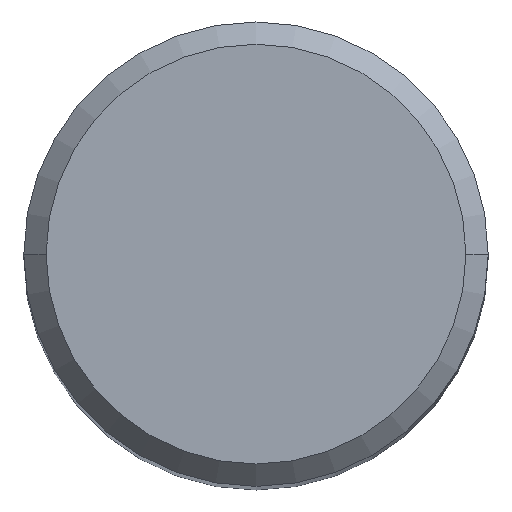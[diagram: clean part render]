
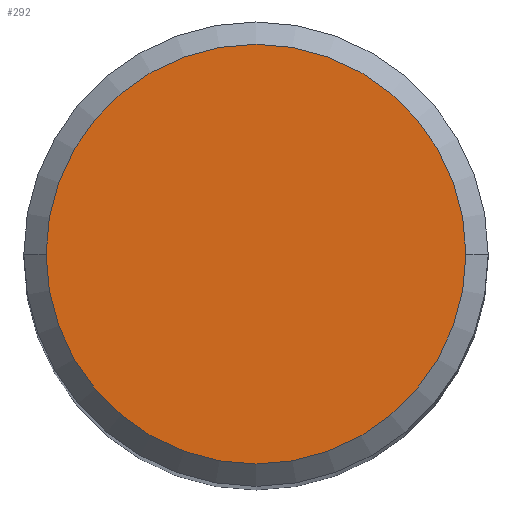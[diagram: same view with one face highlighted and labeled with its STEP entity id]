
A CAD part, top view. The second image highlights one B-rep face of the part: STEP entity #292.
In plain terms, the highlighted planar face has unit normal (0, 0, 1).
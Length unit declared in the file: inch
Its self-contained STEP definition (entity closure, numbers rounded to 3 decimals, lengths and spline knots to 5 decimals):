
#11 = FACE_OUTER_BOUND ( 'NONE', #35, .T. ) ;
#16 = AXIS2_PLACEMENT_3D ( 'NONE', #156, #86, #276 ) ;
#18 = VERTEX_POINT ( 'NONE', #134 ) ;
#25 = CARTESIAN_POINT ( 'NONE',  ( 0., 0., 2. ) ) ;
#34 = CIRCLE ( 'NONE', #218, 0.14125 ) ;
#35 = EDGE_LOOP ( 'NONE', ( #259, #202 ) ) ;
#52 = DIRECTION ( 'NONE',  ( 0., 0., 1. ) ) ;
#53 = VERTEX_POINT ( 'NONE', #229 ) ;
#80 = EDGE_CURVE ( 'NONE', #53, #18, #189, .T. ) ;
#86 = DIRECTION ( 'NONE',  ( 0., 0., 1. ) ) ;
#103 = PLANE ( 'NONE',  #273 ) ;
#127 = DIRECTION ( 'NONE',  ( 1., 0., 0. ) ) ;
#134 = CARTESIAN_POINT ( 'NONE',  ( 0.14125, 0., 2. ) ) ;
#156 = CARTESIAN_POINT ( 'NONE',  ( 0., 0., 2. ) ) ;
#157 = DIRECTION ( 'NONE',  ( 1., 0., 0. ) ) ;
#158 = DIRECTION ( 'NONE',  ( 0., 0., 1. ) ) ;
#189 = CIRCLE ( 'NONE', #16, 0.14125 ) ;
#202 = ORIENTED_EDGE ( 'NONE', *, *, #207, .T. ) ;
#207 = EDGE_CURVE ( 'NONE', #18, #53, #34, .T. ) ;
#218 = AXIS2_PLACEMENT_3D ( 'NONE', #25, #158, #157 ) ;
#229 = CARTESIAN_POINT ( 'NONE',  ( -0.14125, 0., 2. ) ) ;
#259 = ORIENTED_EDGE ( 'NONE', *, *, #80, .T. ) ;
#266 = CARTESIAN_POINT ( 'NONE',  ( 0., 0., 2. ) ) ;
#273 = AXIS2_PLACEMENT_3D ( 'NONE', #266, #52, #127 ) ;
#276 = DIRECTION ( 'NONE',  ( 1., 0., 0. ) ) ;
#292 = ADVANCED_FACE ( 'NONE', ( #11 ), #103, .T. ) ;
